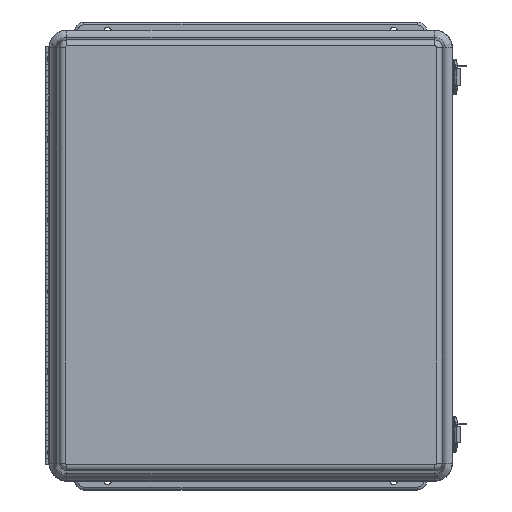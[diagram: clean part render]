
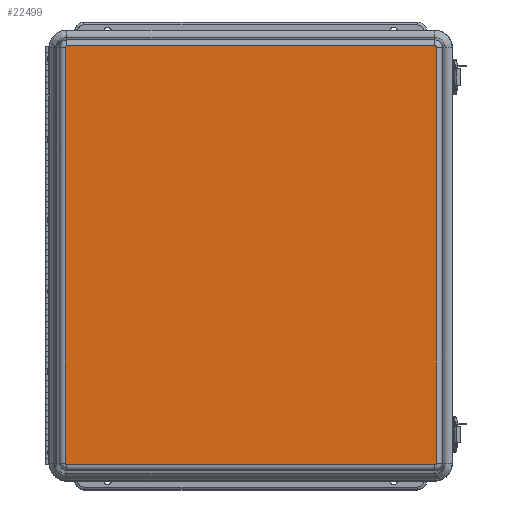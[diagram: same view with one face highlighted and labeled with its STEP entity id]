
A CAD part, top view. The second image highlights one B-rep face of the part: STEP entity #22499.
In plain terms, the highlighted planar face has unit normal (0, 0, 1).
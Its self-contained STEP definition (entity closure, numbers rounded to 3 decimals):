
#2178=LINE($,#50407,#3747);
#2180=LINE($,#50424,#3749);
#2181=LINE($,#50430,#3750);
#2186=LINE($,#50464,#3755);
#3747=VECTOR($,#31492,15.438);
#3749=VECTOR($,#31502,17.438);
#3750=VECTOR($,#31509,15.438);
#3755=VECTOR($,#31530,17.438);
#4320=PLANE($,#25039);
#6736=FACE_OUTER_BOUND($,#8486,.T.);
#8486=EDGE_LOOP($,(#20773,#20774,#20775,#20776,#20777,#20778,#20779,#20780));
#9725=CIRCLE($,#25018,0.063);
#9730=CIRCLE($,#25024,0.063);
#9734=CIRCLE($,#25031,0.063);
#9737=CIRCLE($,#25034,0.063);
#11777=VERTEX_POINT($,#50398);
#11778=VERTEX_POINT($,#50400);
#11779=VERTEX_POINT($,#50405);
#11780=VERTEX_POINT($,#50417);
#11781=VERTEX_POINT($,#50423);
#11782=VERTEX_POINT($,#50427);
#11783=VERTEX_POINT($,#50429);
#11785=VERTEX_POINT($,#50453);
#14797=EDGE_CURVE($,#11777,#11778,#9725,.T.);
#14801=EDGE_CURVE($,#11778,#11779,#2178,.T.);
#14803=EDGE_CURVE($,#11779,#11780,#9730,.T.);
#14805=EDGE_CURVE($,#11780,#11781,#2180,.T.);
#14808=EDGE_CURVE($,#11782,#11783,#2181,.T.);
#14811=EDGE_CURVE($,#11781,#11782,#9734,.T.);
#14814=EDGE_CURVE($,#11783,#11785,#9737,.T.);
#14818=EDGE_CURVE($,#11785,#11777,#2186,.T.);
#20773=ORIENTED_EDGE($,*,*,#14797,.F.);
#20774=ORIENTED_EDGE($,*,*,#14818,.F.);
#20775=ORIENTED_EDGE($,*,*,#14814,.F.);
#20776=ORIENTED_EDGE($,*,*,#14808,.F.);
#20777=ORIENTED_EDGE($,*,*,#14811,.F.);
#20778=ORIENTED_EDGE($,*,*,#14805,.F.);
#20779=ORIENTED_EDGE($,*,*,#14803,.F.);
#20780=ORIENTED_EDGE($,*,*,#14801,.F.);
#22499=ADVANCED_FACE($,(#6736),#4320,.T.);
#25018=AXIS2_PLACEMENT_3D($,#50401,#31482,#31483);
#25024=AXIS2_PLACEMENT_3D($,#50419,#31495,#31496);
#25031=AXIS2_PLACEMENT_3D($,#50443,#31513,#31514);
#25034=AXIS2_PLACEMENT_3D($,#50457,#31519,#31520);
#25039=AXIS2_PLACEMENT_3D($,#50466,#31533,#31534);
#31482=DIRECTION('center_axis',(0.,0.,-1.));
#31483=DIRECTION('ref_axis',(-0.995,-0.103,0.));
#31492=DIRECTION($,(0.,1.,0.));
#31495=DIRECTION('center_axis',(0.,0.,-1.));
#31496=DIRECTION('ref_axis',(-0.995,0.103,0.));
#31502=DIRECTION($,(1.,0.,0.));
#31509=DIRECTION($,(0.,-1.,0.));
#31513=DIRECTION('center_axis',(0.,0.,-1.));
#31514=DIRECTION('ref_axis',(0.995,0.103,0.));
#31519=DIRECTION('center_axis',(0.,0.,-1.));
#31520=DIRECTION('ref_axis',(0.995,-0.103,0.));
#31530=DIRECTION($,(-1.,0.,0.));
#31533=DIRECTION('center_axis',(0.,0.,1.));
#31534=DIRECTION('ref_axis',(1.,0.,0.));
#50398=CARTESIAN_POINT('',(-8.719,-7.782,8.563));
#50400=CARTESIAN_POINT('',(-8.782,-7.719,8.563));
#50401=CARTESIAN_POINT('Origin',(-8.719,-7.719,8.563));
#50405=CARTESIAN_POINT('',(-8.782,7.719,8.563));
#50407=CARTESIAN_POINT($,(-8.782,-7.719,8.563));
#50417=CARTESIAN_POINT('',(-8.719,7.782,8.563));
#50419=CARTESIAN_POINT('Origin',(-8.719,7.719,8.563));
#50423=CARTESIAN_POINT('',(8.719,7.782,8.563));
#50424=CARTESIAN_POINT($,(-8.719,7.782,8.563));
#50427=CARTESIAN_POINT('',(8.782,7.719,8.563));
#50429=CARTESIAN_POINT('',(8.782,-7.719,8.563));
#50430=CARTESIAN_POINT($,(8.782,7.719,8.563));
#50443=CARTESIAN_POINT('Origin',(8.719,7.719,8.563));
#50453=CARTESIAN_POINT('',(8.719,-7.782,8.563));
#50457=CARTESIAN_POINT('Origin',(8.719,-7.719,8.563));
#50464=CARTESIAN_POINT($,(8.719,-7.782,8.563));
#50466=CARTESIAN_POINT('Origin',(0.,0.,8.563));
